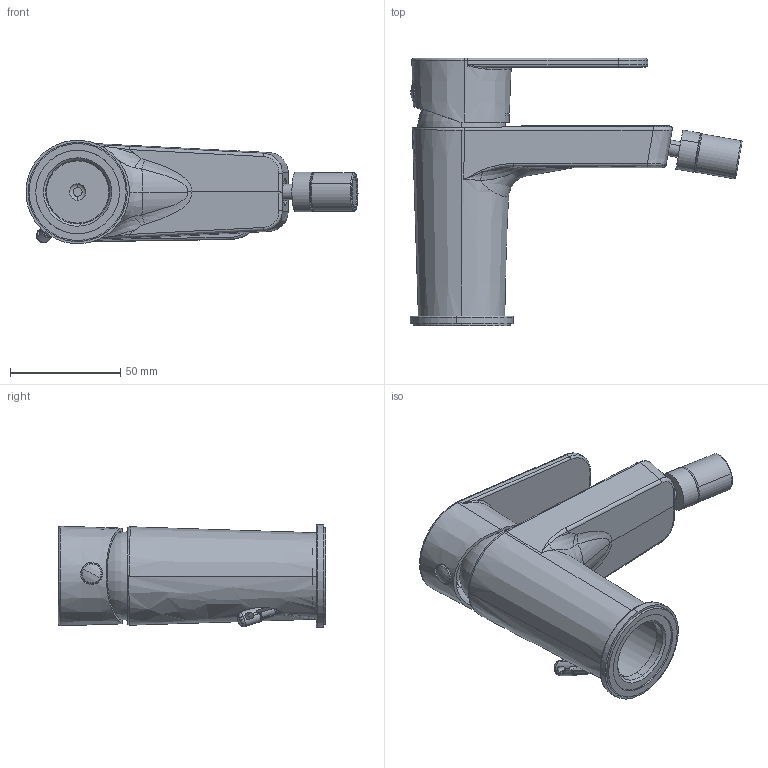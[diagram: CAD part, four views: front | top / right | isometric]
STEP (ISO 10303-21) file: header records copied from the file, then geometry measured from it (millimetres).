
FILE_DESCRIPTION (( 'STEP AP203' ), '1' );
FILE_NAME ('STEP_36B304100.STEP', '2025-07-08T09:54:55', ( '' ), ( '' ), 'SwSTEP 2.0', 'SolidWorks 2021', '' );
FILE_SCHEMA (( 'CONFIG_CONTROL_DESIGN' ));
Length unit declared in the file: millimetre
Products named in the file (15): STEP_CV0004_CMCV0004; STEP_SE0004_CVSE0004; STEP_AR0005_CMAR0005; STEP_AR0049_CVAR0049; STEP_CV0002_CRCV0002; STEP_CV0003_CVCV0003; STEP_BO0119_LRGM0058; STEP_SE0079_XBSE0079; STEP_36B303692_Predeterminado; STEP_HN0008_LRHM0011; STEP_36B304100; STEP_SE0003_CGSE0003; STEP_AR0004_CMAR0004; STEP_BP0002_PKBP0002; STEP_CE0001_CVCE0001
Assembly tree (13 placements, depth 4):
  STEP_36B304100
    STEP_36B303692_Predeterminado
      STEP_BO0119_LRGM0058
      STEP_CV0002_CRCV0002
      STEP_HN0008_LRHM0011
      STEP_CV0003_CVCV0003
      STEP_SE0003_CGSE0003
      STEP_AR0049_CVAR0049
      STEP_AR0004_CMAR0004
      STEP_AR0005_CMAR0005
      STEP_CV0004_CMCV0004
      STEP_CE0001_CVCE0001
      STEP_SE0079_XBSE0079
        STEP_SE0004_CVSE0004
  STEP_BP0002_PKBP0002
Bounding box: 150.71 x 121.4 x 46.87 mm (x, y, z)
Volume: 80925.7 mm3; surface area: 67152.3 mm2
Topology: 11 solids, 11 shells, 401 faces, 938 edges, 576 vertices
Faces by surface type: bspline 144, cylinder 111, plane 74, cone 37, torus 31, sphere 4
Entity records: 24130 total; most frequent: CARTESIAN_POINT 14580, ORIENTED_EDGE 1872, DIRECTION 1377, EDGE_CURVE 936, AXIS2_PLACEMENT_3D 578, VERTEX_POINT 576, EDGE_LOOP 442, ADVANCED_FACE 401
